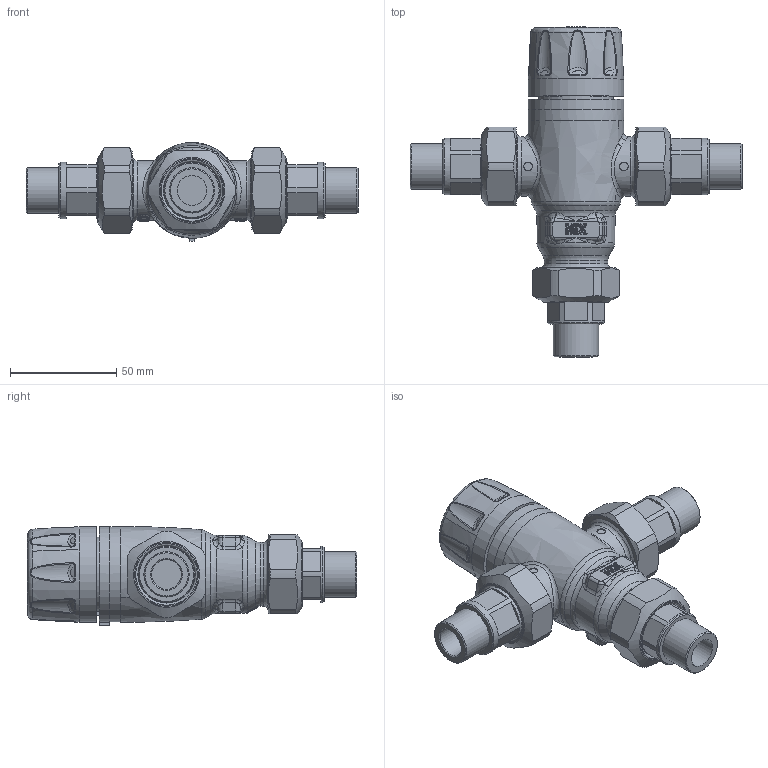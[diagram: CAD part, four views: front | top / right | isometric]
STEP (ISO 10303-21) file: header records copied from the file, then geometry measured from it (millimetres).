
FILE_DESCRIPTION(/* description */ (''),/* implementation_level */ '2;1');
FILE_NAME(/* name */ '521409A.stp',/* time_stamp */ '2025-06-11T08:32:09-05:00',/* author */ ('ischreiner'),/* organization */ (''),/* preprocessor_version */ 'ST-DEVELOPER v20',/* originating_system */ 'Autodesk Inventor 2024',/* authorisation */ '');
FILE_SCHEMA (('AUTOMOTIVE_DESIGN { 1 0 10303 214 3 1 1 }'));
Length unit declared in the file: inch
Products named in the file (5): 521400AC; 521101A; R0014494 TP 0.5 male NPT for check; F0002181 TP 0.5 male NPT; F61008 - 1 inch union nut
Assembly tree (7 placements, depth 2):
  521400AC
    521101A
    R0014494 TP 0.5 male NPT for check  x2
    F0002181 TP 0.5 male NPT
    F61008 - 1 inch union nut  x3
Bounding box: 156 x 155.05 x 46.5 mm (x, y, z)
Volume: 235392.8 mm3; surface area: 54868.4 mm2
Topology: 7 solids, 7 shells, 1328 faces, 3053 edges, 1692 vertices
Faces by surface type: bspline 511, cylinder 385, plane 256, sphere 68, cone 66, torus 42
Full cylindrical faces by diameter (mm): 2 x1, 4 x2, 8 x1, 9 x1, 14 x3, 20.1 x4, 20.6 x4, 21.3 x3, 22 x2, 26.5 x3, 26.924 x3, 28 x2, 30 x4, 30.302 x3, 31 x1, 33.1 x3, 45 x2
Entity records: 86445 total; most frequent: CARTESIAN_POINT 59804, ORIENTED_EDGE 5516, DIRECTION 4901, EDGE_CURVE 2758, AXIS2_PLACEMENT_3D 2033, VERTEX_POINT 1568, EDGE_LOOP 1296, FACE_OUTER_BOUND 1244
